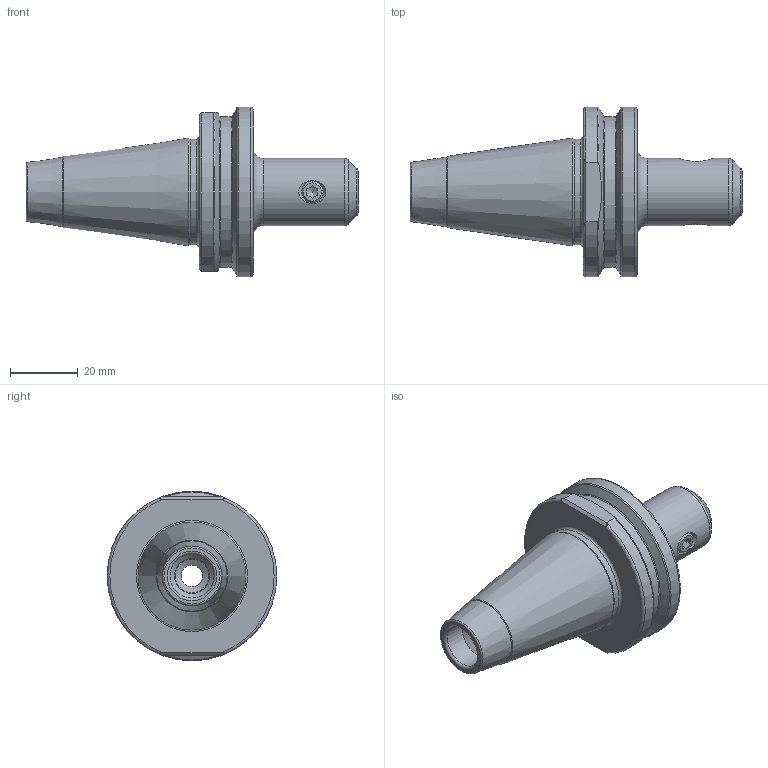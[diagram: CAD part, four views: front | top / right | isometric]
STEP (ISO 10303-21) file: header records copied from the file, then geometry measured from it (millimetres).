
FILE_DESCRIPTION(/* description */ (''),/* implementation_level */ '2;1');
FILE_NAME(/* name */ 'ISO30-SLA6.35-50.stp',/* time_stamp */ '2025-06-02T09:14:27+08:00',/* author */ ('Administrator'),/* organization */ (''),/* preprocessor_version */ 'ST-DEVELOPER v20',/* originating_system */ 'Autodesk Inventor 2025',/* authorisation */ '');
FILE_SCHEMA (('AUTOMOTIVE_DESIGN { 1 0 10303 214 3 1 1 }'));
Products named in the file (3): ISO30-SLA6.35-50; ISO30-SLA6.35-50_1; ANSI B18.3 - 1/4 - 28 - 1/4, TBHSSSCPI
Assembly tree (2 placements, depth 2):
  ISO30-SLA6.35-50
    ISO30-SLA6.35-50_1
    ANSI B18.3 - 1/4 - 28 - 1/4, TBHSSSCPI
Bounding box: 97.8 x 50 x 50 mm (x, y, z)
Volume: 57285.3 mm3; surface area: 14777.2 mm2
Topology: 2 solids, 2 shells, 65 faces, 155 edges, 95 vertices
Faces by surface type: plane 21, cone 16, torus 14, cylinder 12, bspline 1, sphere 1
Full cylindrical faces by diameter (mm): 5.359 x1, 6.35 x2, 10 x1, 10.3 x1, 13 x1, 19.812 x1, 31.15 x1, 44.3 x1, 50 x1
Entity records: 2325 total; most frequent: CARTESIAN_POINT 672, DIRECTION 358, ORIENTED_EDGE 306, EDGE_CURVE 153, AXIS2_PLACEMENT_3D 152, VERTEX_POINT 95, CIRCLE 83, EDGE_LOOP 72
